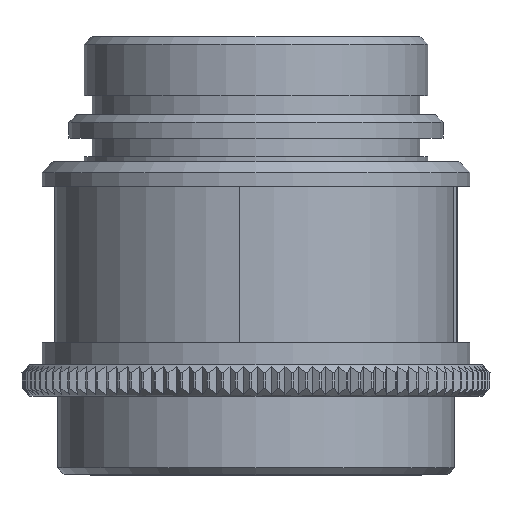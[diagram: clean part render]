
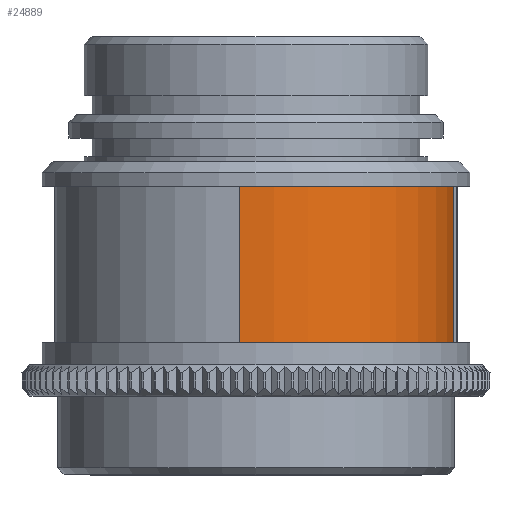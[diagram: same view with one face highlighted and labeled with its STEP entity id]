
A CAD part, left-side view. The second image highlights one B-rep face of the part: STEP entity #24889.
In plain terms, the highlighted cylindrical face has radius 12.7 mm (diameter 25.4 mm), a partial arc.
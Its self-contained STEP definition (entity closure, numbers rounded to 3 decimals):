
#1126 = LINE ( 'NONE', #26540, #20714 ) ;
#1939 = CARTESIAN_POINT ( 'NONE',  ( 0., 0., 8.508 ) ) ;
#2577 = EDGE_CURVE ( 'NONE', #22452, #3879, #1126, .T. ) ;
#3340 = FACE_OUTER_BOUND ( 'NONE', #17800, .T. ) ;
#3879 = VERTEX_POINT ( 'NONE', #20244 ) ;
#3973 = ORIENTED_EDGE ( 'NONE', *, *, #25058, .F. ) ;
#4098 = CARTESIAN_POINT ( 'NONE',  ( 0., 0., 18.508 ) ) ;
#4115 = ORIENTED_EDGE ( 'NONE', *, *, #19575, .T. ) ;
#4209 = DIRECTION ( 'NONE',  ( 0., 0., 1. ) ) ;
#4914 = VERTEX_POINT ( 'NONE', #24539 ) ;
#5549 = CYLINDRICAL_SURFACE ( 'NONE', #21085, 12.7 ) ;
#6476 = CARTESIAN_POINT ( 'NONE',  ( -1.149, -12.648, 18.508 ) ) ;
#6814 = EDGE_CURVE ( 'NONE', #22452, #26200, #14065, .T. ) ;
#7638 = LINE ( 'NONE', #6476, #16759 ) ;
#8614 = ORIENTED_EDGE ( 'NONE', *, *, #6814, .F. ) ;
#8752 = DIRECTION ( 'NONE',  ( 0., 0., -1. ) ) ;
#9558 = CARTESIAN_POINT ( 'NONE',  ( -1.149, -12.648, 18.508 ) ) ;
#10594 = DIRECTION ( 'NONE',  ( 0., 0., 1. ) ) ;
#11174 = DIRECTION ( 'NONE',  ( 0., -1., 0. ) ) ;
#14065 = CIRCLE ( 'NONE', #22556, 12.7 ) ;
#15511 = DIRECTION ( 'NONE',  ( 0., -1., 0. ) ) ;
#15815 = ORIENTED_EDGE ( 'NONE', *, *, #2577, .T. ) ;
#16719 = CIRCLE ( 'NONE', #19381, 12.7 ) ;
#16759 = VECTOR ( 'NONE', #8752, 1000. ) ;
#17800 = EDGE_LOOP ( 'NONE', ( #4115, #3973, #8614, #15815 ) ) ;
#19381 = AXIS2_PLACEMENT_3D ( 'NONE', #1939, #29768, #27971 ) ;
#19575 = EDGE_CURVE ( 'NONE', #3879, #4914, #16719, .T. ) ;
#20244 = CARTESIAN_POINT ( 'NONE',  ( -12.656, 1.061, 8.508 ) ) ;
#20714 = VECTOR ( 'NONE', #28869, 1000. ) ;
#21085 = AXIS2_PLACEMENT_3D ( 'NONE', #26984, #10594, #15511 ) ;
#22452 = VERTEX_POINT ( 'NONE', #26597 ) ;
#22556 = AXIS2_PLACEMENT_3D ( 'NONE', #4098, #4209, #11174 ) ;
#24539 = CARTESIAN_POINT ( 'NONE',  ( -1.149, -12.648, 8.508 ) ) ;
#24889 = ADVANCED_FACE ( 'NONE', ( #3340 ), #5549, .T. ) ;
#25058 = EDGE_CURVE ( 'NONE', #26200, #4914, #7638, .T. ) ;
#26200 = VERTEX_POINT ( 'NONE', #9558 ) ;
#26540 = CARTESIAN_POINT ( 'NONE',  ( -12.656, 1.061, 18.508 ) ) ;
#26597 = CARTESIAN_POINT ( 'NONE',  ( -12.656, 1.061, 18.508 ) ) ;
#26984 = CARTESIAN_POINT ( 'NONE',  ( 0., 0., 8.508 ) ) ;
#27971 = DIRECTION ( 'NONE',  ( 0., -1., 0. ) ) ;
#28869 = DIRECTION ( 'NONE',  ( 0., 0., -1. ) ) ;
#29768 = DIRECTION ( 'NONE',  ( 0., 0., 1. ) ) ;
